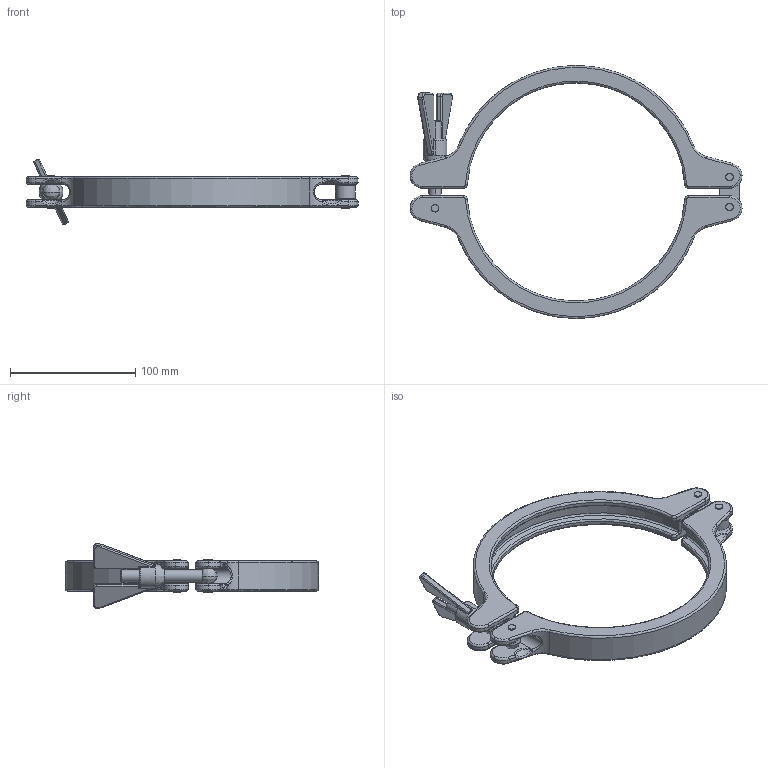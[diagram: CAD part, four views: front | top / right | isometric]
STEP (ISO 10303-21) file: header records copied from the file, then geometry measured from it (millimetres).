
FILE_DESCRIPTION (( 'STEP AP203' ), '1' );
FILE_NAME ('101.183.0SH.STEP', '2022-02-23T12:28:00', ( '' ), ( '' ), 'SwSTEP 2.0', 'SolidWorks 2021', '' );
FILE_SCHEMA (( 'CONFIG_CONTROL_DESIGN' ));
Length unit declared in the file: millimetre
Products named in the file (1): 101.183.0SH
Bounding box: 265 x 202 x 52.2 mm (x, y, z)
Volume: 201719.5 mm3; surface area: 70021.5 mm2
Topology: 1 solids, 1 shells, 388 faces, 907 edges, 518 vertices
Faces by surface type: bspline 187, cylinder 139, plane 55, cone 7
Entity records: 17311 total; most frequent: CARTESIAN_POINT 9476, ORIENTED_EDGE 1778, DIRECTION 1479, EDGE_CURVE 889, AXIS2_PLACEMENT_3D 611, VERTEX_POINT 518, CIRCLE 409, EDGE_LOOP 409
